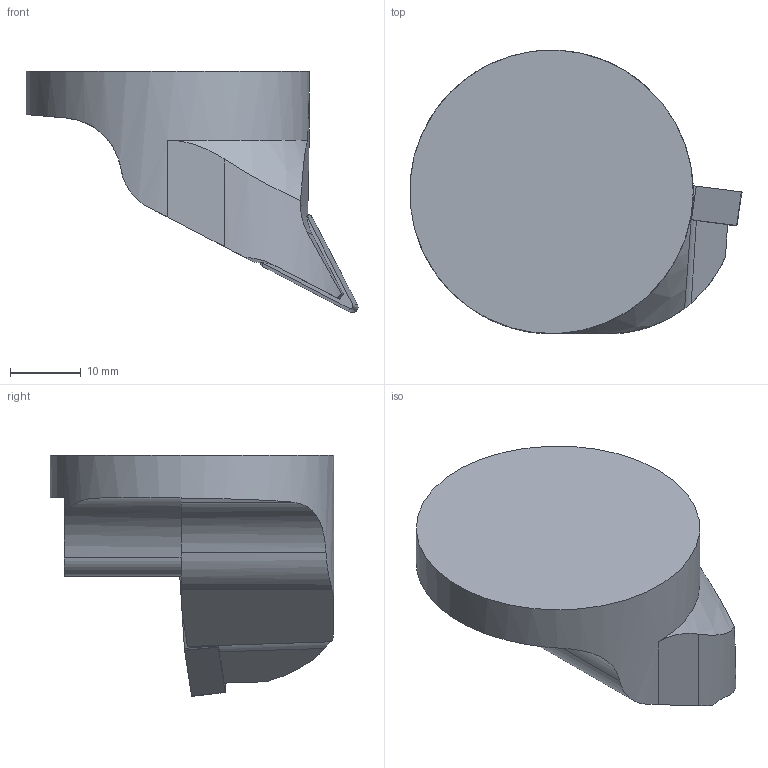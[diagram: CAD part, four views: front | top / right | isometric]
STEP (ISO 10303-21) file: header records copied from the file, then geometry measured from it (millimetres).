
FILE_DESCRIPTION(/* description */ (''),/* implementation_level */ '2;1');
FILE_NAME(/* name */ '1642486491644.stp',/* time_stamp */ '2022-01-18T11:45:11+05:00',/* author */ (''),/* organization */ ('SMS'),/* preprocessor_version */ 'ST-DEVELOPER v16.7',/* originating_system */ 'SIEMENS PLM Software NX 12.0',/* authorisation */ '');
FILE_SCHEMA (('AUTOMOTIVE_DESIGN { 1 0 10303 214 3 1 1 1 }'));
Length unit declared in the file: millimetre
Products named in the file (4): IsoTurningInsert; ASSEMBLY_CONSTRUCTION; 201795490mod000_01; 201795488mod000_01
Assembly tree (3 placements, depth 2):
  201795488mod000_01
    201795490mod000_01
    ASSEMBLY_CONSTRUCTION
    IsoTurningInsert
Bounding box: 46.81 x 40 x 34 mm (x, y, z)
Volume: 19487 mm3; surface area: 5882.9 mm2
Topology: 2 solids, 2 shells, 57 faces, 152 edges, 109 vertices
Faces by surface type: plane 28, cylinder 14, cone 10, torus 4, sphere 1
Full cylindrical faces by diameter (mm): 4.4 x2, 5.25 x1, 40 x1
Entity records: 1981 total; most frequent: CARTESIAN_POINT 411, DIRECTION 317, ORIENTED_EDGE 268, EDGE_CURVE 134, AXIS2_PLACEMENT_3D 126, VERTEX_POINT 94, EDGE_LOOP 72, LINE 65
